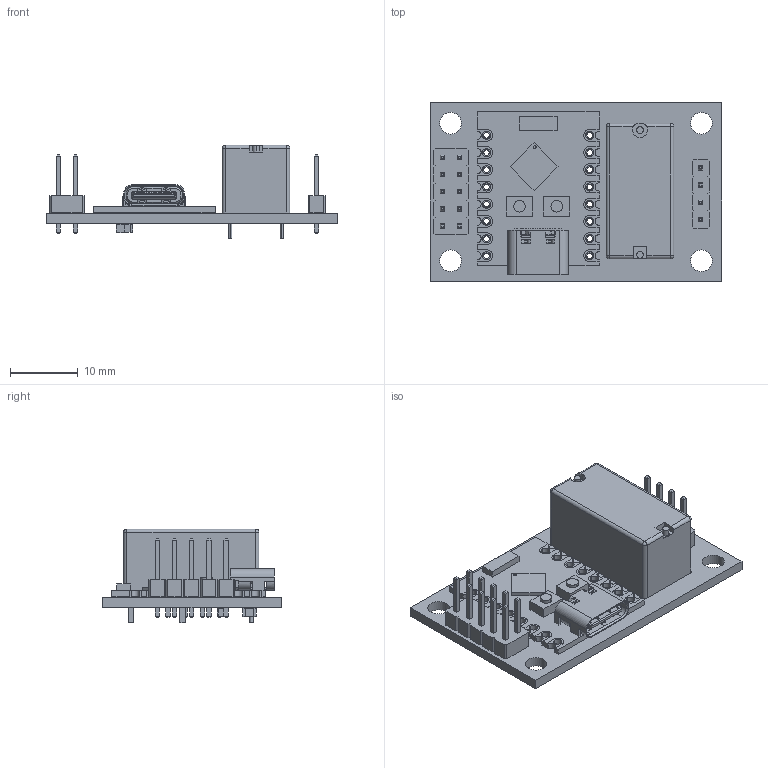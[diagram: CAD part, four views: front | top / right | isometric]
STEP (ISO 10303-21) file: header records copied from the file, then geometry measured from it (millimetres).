
FILE_DESCRIPTION(('KiCad electronic assembly'),'2;1');
FILE_NAME('pc-switch.step','2025-07-06T22:36:00',('Pcbnew'),('Kicad'), 'Open CASCADE STEP processor 7.8','KiCad to STEP converter','Unknown' );
FILE_SCHEMA(('AUTOMOTIVE_DESIGN { 1 0 10303 214 1 1 1 1 }'));
Length unit declared in the file: millimetre
Products named in the file (10): pc-switch 1; ESP32-C3_SUPERMINI_TH; Board c3mini; USB C; components (other)^ESP32-C3 SuperMini; PinHeader_1x04_P2.54mm_Vertical; PinHeader_2x05_P2.54mm_Vertical; C_0805_2012Metric; 1-1415390-1; pc-switch_PCB
Assembly tree (10 placements, depth 3):
  pc-switch 1
    ESP32-C3_SUPERMINI_TH
      Board c3mini
      USB C
      components (other)^ESP32-C3 SuperMini
    PinHeader_1x04_P2.54mm_Vertical
    PinHeader_2x05_P2.54mm_Vertical
    C_0805_2012Metric  x2
    1-1415390-1
    pc-switch_PCB
Bounding box: 43 x 26.3 x 13.8 mm (x, y, z)
Volume: 4396.1 mm3; surface area: 5977 mm2
Topology: 31 solids, 31 shells, 1407 faces, 3763 edges, 2434 vertices
Faces by surface type: plane 1033, cylinder 353, cone 13, bspline 4, sphere 4
Full cylindrical faces by diameter (mm): 0.84 x16, 1 x14, 1.295 x5, 3.2 x4
Entity records: 47032 total; most frequent: CARTESIAN_POINT 8283, ORIENTED_EDGE 7382, DIRECTION 7010, EDGE_CURVE 3691, LINE 2896, VECTOR 2896, VERTEX_POINT 2386, AXIS2_PLACEMENT_3D 2057
